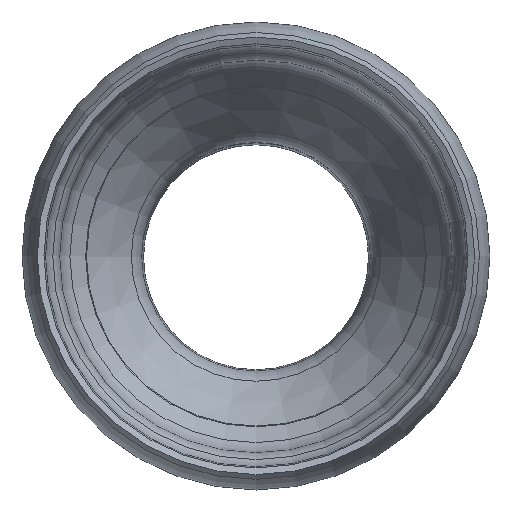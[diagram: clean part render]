
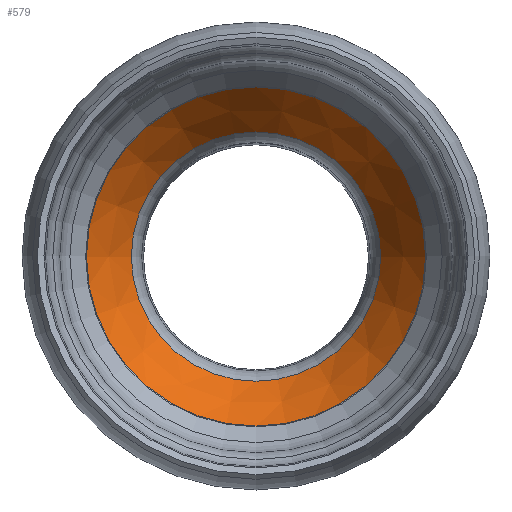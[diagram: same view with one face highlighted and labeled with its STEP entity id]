
A CAD part, top view. The second image highlights one B-rep face of the part: STEP entity #579.
In plain terms, the highlighted conical face has half-angle 33.341 degrees and reference radius 322.132 mm.
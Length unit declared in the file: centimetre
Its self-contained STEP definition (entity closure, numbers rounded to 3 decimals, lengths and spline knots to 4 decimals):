
#36=CONICAL_SURFACE('',#682,32.2132,0.582);
#54=LINE('',#1080,#73);
#73=VECTOR('',#901,32.2132);
#115=FACE_OUTER_BOUND('',#150,.T.);
#150=EDGE_LOOP('',(#522,#523,#524,#525,#526));
#217=CIRCLE('',#679,27.2219);
#218=CIRCLE('',#680,27.2219);
#220=CIRCLE('',#683,37.2045);
#272=VERTEX_POINT('',#1073);
#273=VERTEX_POINT('',#1074);
#274=VERTEX_POINT('',#1079);
#355=EDGE_CURVE('',#272,#273,#217,.T.);
#356=EDGE_CURVE('',#273,#272,#218,.T.);
#358=EDGE_CURVE('',#272,#274,#54,.T.);
#359=EDGE_CURVE('',#274,#274,#220,.T.);
#522=ORIENTED_EDGE('',*,*,#355,.T.);
#523=ORIENTED_EDGE('',*,*,#356,.T.);
#524=ORIENTED_EDGE('',*,*,#358,.T.);
#525=ORIENTED_EDGE('',*,*,#359,.F.);
#526=ORIENTED_EDGE('',*,*,#358,.F.);
#579=ADVANCED_FACE('',(#115),#36,.F.);
#679=AXIS2_PLACEMENT_3D('',#1075,#893,#894);
#680=AXIS2_PLACEMENT_3D('',#1076,#895,#896);
#682=AXIS2_PLACEMENT_3D('',#1078,#899,#900);
#683=AXIS2_PLACEMENT_3D('',#1081,#902,#903);
#893=DIRECTION('center_axis',(0.,0.,-1.));
#894=DIRECTION('ref_axis',(1.,0.,0.));
#895=DIRECTION('center_axis',(0.,0.,-1.));
#896=DIRECTION('ref_axis',(1.,0.,0.));
#899=DIRECTION('center_axis',(0.,0.,1.));
#900=DIRECTION('ref_axis',(1.,0.,0.));
#901=DIRECTION('',(-0.55,0.,0.835));
#902=DIRECTION('center_axis',(0.,0.,-1.));
#903=DIRECTION('ref_axis',(1.,0.,0.));
#1073=CARTESIAN_POINT('',(-27.2219,0.,83.8264));
#1074=CARTESIAN_POINT('',(0.,-27.2219,83.8264));
#1075=CARTESIAN_POINT('Origin',(0.,0.,83.8264));
#1076=CARTESIAN_POINT('Origin',(0.,0.,83.8264));
#1078=CARTESIAN_POINT('Origin',(0.,0.,91.4132));
#1079=CARTESIAN_POINT('',(-37.2045,0.,99.));
#1080=CARTESIAN_POINT('',(-32.2132,0.,91.4132));
#1081=CARTESIAN_POINT('Origin',(0.,0.,99.));
